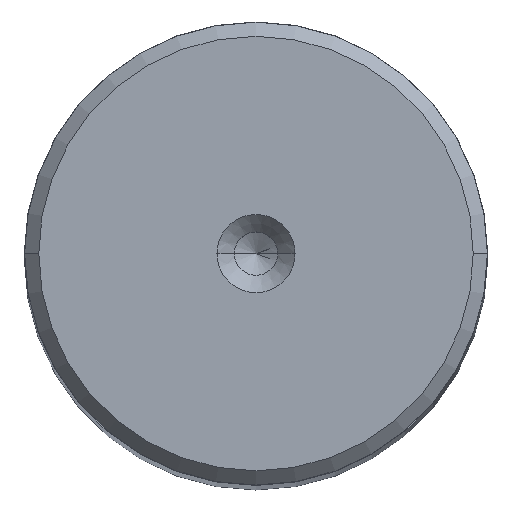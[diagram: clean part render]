
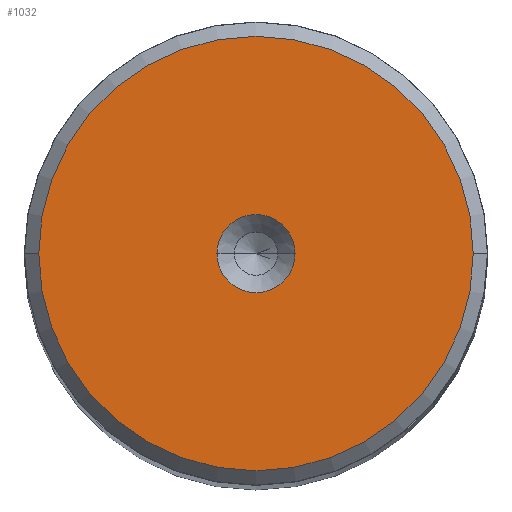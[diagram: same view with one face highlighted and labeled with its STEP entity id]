
A CAD part, top view. The second image highlights one B-rep face of the part: STEP entity #1032.
In plain terms, the highlighted planar face has unit normal (0, 0, 1).
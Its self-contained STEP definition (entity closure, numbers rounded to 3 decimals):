
#84 = CIRCLE ( 'NONE', #1250, 15.011 ) ;
#179 = DIRECTION ( 'NONE',  ( 1., 0., 0. ) ) ;
#188 = EDGE_LOOP ( 'NONE', ( #1038, #281 ) ) ;
#281 = ORIENTED_EDGE ( 'NONE', *, *, #430, .F. ) ;
#373 = CIRCLE ( 'NONE', #1594, 15.011 ) ;
#430 = EDGE_CURVE ( 'NONE', #793, #1872, #1647, .T. ) ;
#451 = CARTESIAN_POINT ( 'NONE',  ( 0., 0., 190. ) ) ;
#482 = FACE_BOUND ( 'NONE', #188, .T. ) ;
#553 = CARTESIAN_POINT ( 'NONE',  ( 0., 0., 190. ) ) ;
#611 = DIRECTION ( 'NONE',  ( 0., 0., 1. ) ) ;
#703 = EDGE_CURVE ( 'NONE', #1872, #793, #954, .T. ) ;
#767 = EDGE_LOOP ( 'NONE', ( #2050, #1720 ) ) ;
#793 = VERTEX_POINT ( 'NONE', #975 ) ;
#818 = DIRECTION ( 'NONE',  ( 1., 0., 0. ) ) ;
#954 = CIRCLE ( 'NONE', #2284, 2.7 ) ;
#966 = EDGE_CURVE ( 'NONE', #2159, #1141, #84, .T. ) ;
#975 = CARTESIAN_POINT ( 'NONE',  ( -2.7, 0., 190. ) ) ;
#1021 = DIRECTION ( 'NONE',  ( 1., 0., 0. ) ) ;
#1032 = ADVANCED_FACE ( 'NONE', ( #482, #1523 ), #2307, .T. ) ;
#1038 = ORIENTED_EDGE ( 'NONE', *, *, #703, .F. ) ;
#1114 = AXIS2_PLACEMENT_3D ( 'NONE', #1768, #611, #1743 ) ;
#1131 = DIRECTION ( 'NONE',  ( 0., 0., 1. ) ) ;
#1141 = VERTEX_POINT ( 'NONE', #1945 ) ;
#1173 = EDGE_CURVE ( 'NONE', #1141, #2159, #373, .T. ) ;
#1250 = AXIS2_PLACEMENT_3D ( 'NONE', #1937, #1378, #818 ) ;
#1378 = DIRECTION ( 'NONE',  ( 0., 0., 1. ) ) ;
#1516 = CARTESIAN_POINT ( 'NONE',  ( -15.011, 0., 190. ) ) ;
#1523 = FACE_OUTER_BOUND ( 'NONE', #767, .T. ) ;
#1594 = AXIS2_PLACEMENT_3D ( 'NONE', #1813, #1627, #2408 ) ;
#1627 = DIRECTION ( 'NONE',  ( 0., 0., 1. ) ) ;
#1636 = CARTESIAN_POINT ( 'NONE',  ( 2.7, 0., 190. ) ) ;
#1647 = CIRCLE ( 'NONE', #2238, 2.7 ) ;
#1720 = ORIENTED_EDGE ( 'NONE', *, *, #1173, .T. ) ;
#1743 = DIRECTION ( 'NONE',  ( 1., 0., 0. ) ) ;
#1768 = CARTESIAN_POINT ( 'NONE',  ( 0., 0., 190. ) ) ;
#1813 = CARTESIAN_POINT ( 'NONE',  ( 0., 0., 190. ) ) ;
#1872 = VERTEX_POINT ( 'NONE', #1636 ) ;
#1937 = CARTESIAN_POINT ( 'NONE',  ( 0., 0., 190. ) ) ;
#1945 = CARTESIAN_POINT ( 'NONE',  ( 15.011, 0., 190. ) ) ;
#1985 = DIRECTION ( 'NONE',  ( 0., 0., 1. ) ) ;
#2050 = ORIENTED_EDGE ( 'NONE', *, *, #966, .T. ) ;
#2159 = VERTEX_POINT ( 'NONE', #1516 ) ;
#2238 = AXIS2_PLACEMENT_3D ( 'NONE', #451, #1985, #1021 ) ;
#2284 = AXIS2_PLACEMENT_3D ( 'NONE', #553, #1131, #179 ) ;
#2307 = PLANE ( 'NONE',  #1114 ) ;
#2408 = DIRECTION ( 'NONE',  ( 1., 0., 0. ) ) ;
